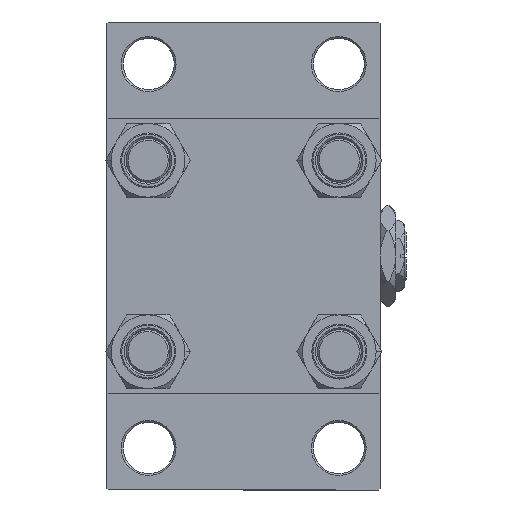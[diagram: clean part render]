
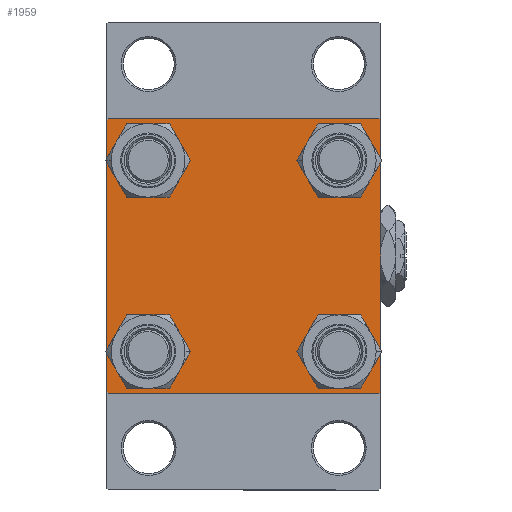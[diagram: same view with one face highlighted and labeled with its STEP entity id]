
A CAD part, left-side view. The second image highlights one B-rep face of the part: STEP entity #1959.
In plain terms, the highlighted planar face has unit normal (-1, 0, 0).
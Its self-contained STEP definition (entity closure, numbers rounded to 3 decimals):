
#1026 = DIRECTION ( 'NONE',  ( 0., 0., 1. ) ) ;
#1391 = CARTESIAN_POINT ( 'NONE',  ( 0., -37.5, -37. ) ) ;
#1605 = EDGE_CURVE ( 'NONE', #19979, #47242, #41589, .T. ) ;
#1959 = ADVANCED_FACE ( 'NONE', ( #39926, #28677, #43678, #20659, #24675 ), #40430, .T. ) ;
#2144 = EDGE_LOOP ( 'NONE', ( #19182, #20930 ) ) ;
#2378 = CARTESIAN_POINT ( 'NONE',  ( 0., -37., 37.5 ) ) ;
#2380 = DIRECTION ( 'NONE',  ( 0., 0., 1. ) ) ;
#2397 = CIRCLE ( 'NONE', #14406, 6.5 ) ;
#2612 = CARTESIAN_POINT ( 'NONE',  ( 0., 26.15, 32.65 ) ) ;
#2613 = CIRCLE ( 'NONE', #28991, 6.5 ) ;
#2615 = DIRECTION ( 'NONE',  ( 0., 0.707, 0.707 ) ) ;
#3056 = LINE ( 'NONE', #6313, #31399 ) ;
#3243 = AXIS2_PLACEMENT_3D ( 'NONE', #20532, #43065, #12786 ) ;
#3376 = CIRCLE ( 'NONE', #35353, 6.5 ) ;
#4520 = DIRECTION ( 'NONE',  ( 1., 0., 0. ) ) ;
#4596 = ORIENTED_EDGE ( 'NONE', *, *, #18063, .F. ) ;
#4620 = EDGE_CURVE ( 'NONE', #9846, #16282, #2397, .T. ) ;
#5025 = CARTESIAN_POINT ( 'NONE',  ( 0., 26.15, -26.15 ) ) ;
#5919 = ORIENTED_EDGE ( 'NONE', *, *, #21110, .T. ) ;
#6313 = CARTESIAN_POINT ( 'NONE',  ( 0., 37.25, -37.25 ) ) ;
#6942 = CARTESIAN_POINT ( 'NONE',  ( 0., -26.15, 26.15 ) ) ;
#6978 = AXIS2_PLACEMENT_3D ( 'NONE', #7303, #33860, #41592 ) ;
#7166 = EDGE_CURVE ( 'NONE', #15503, #19048, #16645, .T. ) ;
#7303 = CARTESIAN_POINT ( 'NONE',  ( 0., -26.15, -26.15 ) ) ;
#7386 = EDGE_CURVE ( 'NONE', #47012, #9164, #33647, .T. ) ;
#7463 = CARTESIAN_POINT ( 'NONE',  ( 0., -37.5, 37. ) ) ;
#8747 = DIRECTION ( 'NONE',  ( 0., 0., 1. ) ) ;
#8786 = ORIENTED_EDGE ( 'NONE', *, *, #7386, .T. ) ;
#8839 = EDGE_CURVE ( 'NONE', #47588, #36397, #3376, .T. ) ;
#8900 = VECTOR ( 'NONE', #12893, 1000. ) ;
#9164 = VERTEX_POINT ( 'NONE', #2378 ) ;
#9430 = EDGE_CURVE ( 'NONE', #24001, #28585, #3056, .T. ) ;
#9644 = CARTESIAN_POINT ( 'NONE',  ( 0., 0., 0. ) ) ;
#9846 = VERTEX_POINT ( 'NONE', #29112 ) ;
#10093 = EDGE_CURVE ( 'NONE', #45579, #19958, #44156, .T. ) ;
#10285 = DIRECTION ( 'NONE',  ( 0., -1., 0. ) ) ;
#10707 = DIRECTION ( 'NONE',  ( 1., 0., 0. ) ) ;
#11711 = DIRECTION ( 'NONE',  ( 0., -1., 0. ) ) ;
#12043 = ORIENTED_EDGE ( 'NONE', *, *, #47825, .T. ) ;
#12558 = AXIS2_PLACEMENT_3D ( 'NONE', #6942, #10707, #13464 ) ;
#12584 = EDGE_CURVE ( 'NONE', #39489, #9164, #38075, .T. ) ;
#12786 = DIRECTION ( 'NONE',  ( 0., 0., 1. ) ) ;
#12893 = DIRECTION ( 'NONE',  ( 0., -0.707, 0.707 ) ) ;
#13224 = DIRECTION ( 'NONE',  ( 1., 0., 0. ) ) ;
#13251 = CARTESIAN_POINT ( 'NONE',  ( 0., 26.15, -19.65 ) ) ;
#13324 = ORIENTED_EDGE ( 'NONE', *, *, #8839, .T. ) ;
#13464 = DIRECTION ( 'NONE',  ( 0., 0., 1. ) ) ;
#13680 = ORIENTED_EDGE ( 'NONE', *, *, #10093, .T. ) ;
#14204 = CIRCLE ( 'NONE', #6978, 6.5 ) ;
#14302 = CARTESIAN_POINT ( 'NONE',  ( 0., 37., -37.5 ) ) ;
#14345 = CARTESIAN_POINT ( 'NONE',  ( 0., -26.15, 32.65 ) ) ;
#14406 = AXIS2_PLACEMENT_3D ( 'NONE', #37906, #19367, #15126 ) ;
#15126 = DIRECTION ( 'NONE',  ( 0., 0., 1. ) ) ;
#15296 = CARTESIAN_POINT ( 'NONE',  ( 0., 26.15, -26.15 ) ) ;
#15488 = CARTESIAN_POINT ( 'NONE',  ( 0., 37.5, -37. ) ) ;
#15503 = VERTEX_POINT ( 'NONE', #49378 ) ;
#15769 = CARTESIAN_POINT ( 'NONE',  ( 0., -26.15, 19.65 ) ) ;
#16126 = VECTOR ( 'NONE', #2615, 1000. ) ;
#16282 = VERTEX_POINT ( 'NONE', #2612 ) ;
#16406 = CARTESIAN_POINT ( 'NONE',  ( 0., -37.25, -37.25 ) ) ;
#16645 = LINE ( 'NONE', #16406, #8900 ) ;
#16977 = AXIS2_PLACEMENT_3D ( 'NONE', #47486, #13224, #17225 ) ;
#17188 = CARTESIAN_POINT ( 'NONE',  ( 0., -26.15, -32.65 ) ) ;
#17225 = DIRECTION ( 'NONE',  ( 0., 0., 1. ) ) ;
#18063 = EDGE_CURVE ( 'NONE', #47012, #19048, #30969, .T. ) ;
#19048 = VERTEX_POINT ( 'NONE', #1391 ) ;
#19182 = ORIENTED_EDGE ( 'NONE', *, *, #38358, .T. ) ;
#19229 = VECTOR ( 'NONE', #45714, 1000. ) ;
#19367 = DIRECTION ( 'NONE',  ( 1., 0., 0. ) ) ;
#19787 = DIRECTION ( 'NONE',  ( 1., 0., 0. ) ) ;
#19841 = VECTOR ( 'NONE', #11711, 1000. ) ;
#19958 = VERTEX_POINT ( 'NONE', #15769 ) ;
#19979 = VERTEX_POINT ( 'NONE', #39504 ) ;
#20262 = CARTESIAN_POINT ( 'NONE',  ( 0., 26.15, 26.15 ) ) ;
#20532 = CARTESIAN_POINT ( 'NONE',  ( 0., -26.15, -26.15 ) ) ;
#20659 = FACE_BOUND ( 'NONE', #2144, .T. ) ;
#20930 = ORIENTED_EDGE ( 'NONE', *, *, #4620, .T. ) ;
#21110 = EDGE_CURVE ( 'NONE', #19958, #45579, #25353, .T. ) ;
#21816 = EDGE_CURVE ( 'NONE', #36144, #24001, #31292, .T. ) ;
#23094 = CIRCLE ( 'NONE', #49449, 6.5 ) ;
#23201 = CARTESIAN_POINT ( 'NONE',  ( 0., -37.5, 37.5 ) ) ;
#24001 = VERTEX_POINT ( 'NONE', #15488 ) ;
#24336 = VECTOR ( 'NONE', #30468, 1000. ) ;
#24675 = FACE_OUTER_BOUND ( 'NONE', #29859, .T. ) ;
#25001 = DIRECTION ( 'NONE',  ( 0., 0., -1. ) ) ;
#25353 = CIRCLE ( 'NONE', #12558, 6.5 ) ;
#25598 = DIRECTION ( 'NONE',  ( 0., -0.707, -0.707 ) ) ;
#26487 = LINE ( 'NONE', #34493, #19841 ) ;
#28509 = ORIENTED_EDGE ( 'NONE', *, *, #1605, .T. ) ;
#28585 = VERTEX_POINT ( 'NONE', #14302 ) ;
#28677 = FACE_BOUND ( 'NONE', #36687, .T. ) ;
#28991 = AXIS2_PLACEMENT_3D ( 'NONE', #15296, #19787, #46063 ) ;
#29112 = CARTESIAN_POINT ( 'NONE',  ( 0., 26.15, 19.65 ) ) ;
#29163 = CARTESIAN_POINT ( 'NONE',  ( 0., -37.25, 37.25 ) ) ;
#29859 = EDGE_LOOP ( 'NONE', ( #48275, #30222, #46680, #38857, #4596, #8786, #35017, #39791 ) ) ;
#30222 = ORIENTED_EDGE ( 'NONE', *, *, #9430, .T. ) ;
#30399 = ORIENTED_EDGE ( 'NONE', *, *, #32388, .T. ) ;
#30468 = DIRECTION ( 'NONE',  ( 0., 0., -1. ) ) ;
#30634 = CARTESIAN_POINT ( 'NONE',  ( 0., 26.15, -32.65 ) ) ;
#30969 = LINE ( 'NONE', #23201, #24336 ) ;
#31292 = LINE ( 'NONE', #45546, #34152 ) ;
#31399 = VECTOR ( 'NONE', #25598, 1000. ) ;
#32388 = EDGE_CURVE ( 'NONE', #47242, #19979, #14204, .T. ) ;
#33601 = AXIS2_PLACEMENT_3D ( 'NONE', #9644, #35934, #2380 ) ;
#33647 = LINE ( 'NONE', #29163, #16126 ) ;
#33860 = DIRECTION ( 'NONE',  ( 1., 0., 0. ) ) ;
#34077 = EDGE_CURVE ( 'NONE', #28585, #15503, #26487, .T. ) ;
#34152 = VECTOR ( 'NONE', #25001, 1000. ) ;
#34467 = LINE ( 'NONE', #45956, #19229 ) ;
#34493 = CARTESIAN_POINT ( 'NONE',  ( 0., 37.5, -37.5 ) ) ;
#35017 = ORIENTED_EDGE ( 'NONE', *, *, #12584, .F. ) ;
#35353 = AXIS2_PLACEMENT_3D ( 'NONE', #5025, #47290, #1026 ) ;
#35497 = VECTOR ( 'NONE', #10285, 1000. ) ;
#35934 = DIRECTION ( 'NONE',  ( -1., 0., 0. ) ) ;
#36144 = VERTEX_POINT ( 'NONE', #38073 ) ;
#36397 = VERTEX_POINT ( 'NONE', #13251 ) ;
#36530 = CARTESIAN_POINT ( 'NONE',  ( 0., 37., 37.5 ) ) ;
#36687 = EDGE_LOOP ( 'NONE', ( #28509, #30399 ) ) ;
#37569 = CARTESIAN_POINT ( 'NONE',  ( 0., 37.5, 37.5 ) ) ;
#37573 = EDGE_LOOP ( 'NONE', ( #12043, #13324 ) ) ;
#37906 = CARTESIAN_POINT ( 'NONE',  ( 0., 26.15, 26.15 ) ) ;
#38073 = CARTESIAN_POINT ( 'NONE',  ( 0., 37.5, 37. ) ) ;
#38075 = LINE ( 'NONE', #37569, #35497 ) ;
#38358 = EDGE_CURVE ( 'NONE', #16282, #9846, #23094, .T. ) ;
#38857 = ORIENTED_EDGE ( 'NONE', *, *, #7166, .T. ) ;
#39489 = VERTEX_POINT ( 'NONE', #36530 ) ;
#39504 = CARTESIAN_POINT ( 'NONE',  ( 0., -26.15, -19.65 ) ) ;
#39791 = ORIENTED_EDGE ( 'NONE', *, *, #42681, .T. ) ;
#39926 = FACE_BOUND ( 'NONE', #46498, .T. ) ;
#40430 = PLANE ( 'NONE',  #33601 ) ;
#41589 = CIRCLE ( 'NONE', #3243, 6.5 ) ;
#41592 = DIRECTION ( 'NONE',  ( 0., 0., 1. ) ) ;
#42681 = EDGE_CURVE ( 'NONE', #39489, #36144, #34467, .T. ) ;
#43065 = DIRECTION ( 'NONE',  ( 1., 0., 0. ) ) ;
#43678 = FACE_BOUND ( 'NONE', #37573, .T. ) ;
#44156 = CIRCLE ( 'NONE', #16977, 6.5 ) ;
#45546 = CARTESIAN_POINT ( 'NONE',  ( 0., 37.5, 37.5 ) ) ;
#45579 = VERTEX_POINT ( 'NONE', #14345 ) ;
#45714 = DIRECTION ( 'NONE',  ( 0., 0.707, -0.707 ) ) ;
#45956 = CARTESIAN_POINT ( 'NONE',  ( 0., 37.25, 37.25 ) ) ;
#46063 = DIRECTION ( 'NONE',  ( 0., 0., 1. ) ) ;
#46498 = EDGE_LOOP ( 'NONE', ( #13680, #5919 ) ) ;
#46680 = ORIENTED_EDGE ( 'NONE', *, *, #34077, .T. ) ;
#47012 = VERTEX_POINT ( 'NONE', #7463 ) ;
#47242 = VERTEX_POINT ( 'NONE', #17188 ) ;
#47290 = DIRECTION ( 'NONE',  ( 1., 0., 0. ) ) ;
#47486 = CARTESIAN_POINT ( 'NONE',  ( 0., -26.15, 26.15 ) ) ;
#47588 = VERTEX_POINT ( 'NONE', #30634 ) ;
#47825 = EDGE_CURVE ( 'NONE', #36397, #47588, #2613, .T. ) ;
#48275 = ORIENTED_EDGE ( 'NONE', *, *, #21816, .T. ) ;
#49378 = CARTESIAN_POINT ( 'NONE',  ( 0., -37., -37.5 ) ) ;
#49449 = AXIS2_PLACEMENT_3D ( 'NONE', #20262, #4520, #8747 ) ;
